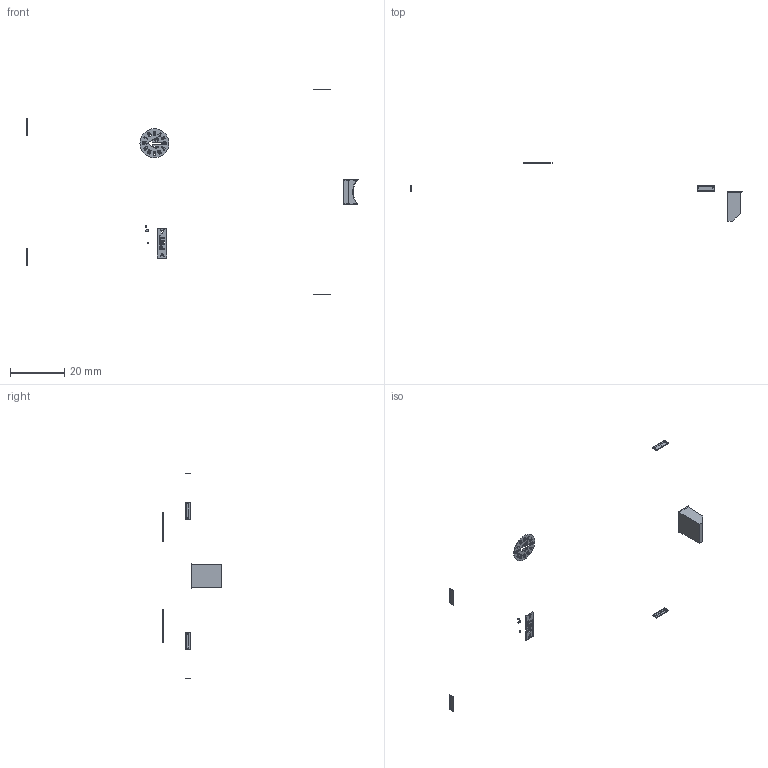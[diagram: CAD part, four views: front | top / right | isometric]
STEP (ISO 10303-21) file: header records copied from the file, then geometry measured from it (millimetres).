
FILE_DESCRIPTION(('Creo Elements/Direct Modeling STEP Export'),'2;1');
FILE_NAME('3D_K72.stp','2019-07-08T14:58:01',(''),(''),'PTC Creo Elements/Direct Modeling STEP processor for AP214 (Solid Model)','PTC Creo Elements/Direct Modeling 19.0E 27-Jun-2016 (C) Parametric Technology GmbH','');
FILE_SCHEMA(('AUTOMOTIVE_DESIGN { 1 0 10303 214 1 1 1 1 }'));
Length unit declared in the file: millimetre
Products named in the file (2): 3D_K72
Assembly tree (1 placements, depth 2):
  3D_K72
    3D_K72
Bounding box: 122.34 x 21.6 x 75.9 mm (x, y, z)
Volume: 367.4 mm3; surface area: 750.2 mm2
Topology: 17 solids, 17 shells, 372 faces, 980 edges, 646 vertices
Faces by surface type: plane 194, extrusion 148, cylinder 20, torus 9, cone 1
Entity records: 44234 total; most frequent: CARTESIAN_POINT 21172, ORIENTED_EDGE 5144, DIRECTION 3850, EDGE_CURVE 2572, VECTOR 1716, VERTEX_POINT 1595, LINE 1467, EDGE_LOOP 1103
